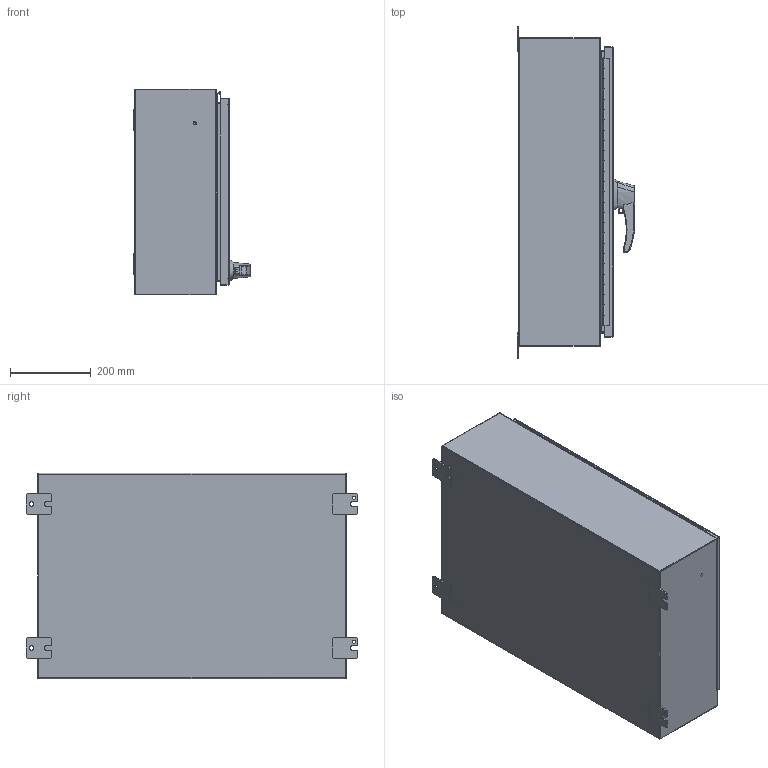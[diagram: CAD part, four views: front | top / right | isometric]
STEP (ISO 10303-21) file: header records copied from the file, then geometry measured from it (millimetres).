
FILE_DESCRIPTION (( 'STEP AP214' ), '1' );
FILE_NAME ('HW30208S16HK.STEP', '2019-08-21T21:17:46', ( '' ), ( '' ), 'SwSTEP 2.0', 'SolidWorks 2018', '' );
FILE_SCHEMA (( 'AUTOMOTIVE_DESIGN' ));
Length unit declared in the file: inch
Products named in the file (1): HW30208S16HK
Bounding box: 290.83 x 819.15 x 508 mm (x, y, z)
Volume: 3185042.7 mm3; surface area: 3224299.8 mm2
Topology: 42 solids, 43 shells, 1474 faces, 3717 edges, 2358 vertices
Faces by surface type: plane 709, cylinder 613, bspline 111, cone 41
Entity records: 102942 total; most frequent: CARTESIAN_POINT 48435, ORIENTED_EDGE 7418, DIRECTION 6934, EDGE_CURVE 3709, AXIS2_PLACEMENT_3D 2406, VERTEX_POINT 2358, VECTOR 2122, LINE 2122
